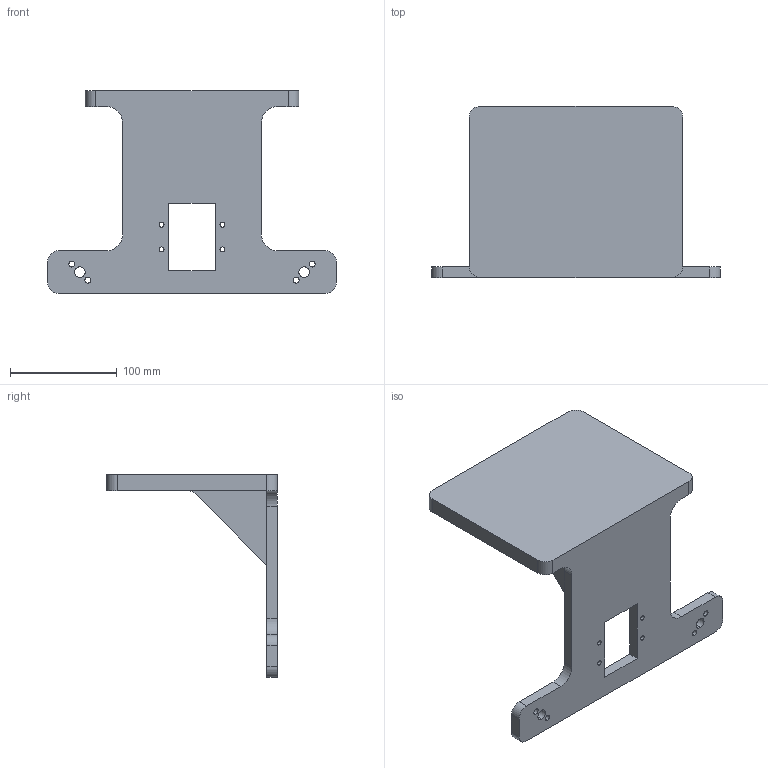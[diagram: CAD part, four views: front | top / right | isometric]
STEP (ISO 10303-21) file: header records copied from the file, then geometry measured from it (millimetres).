
FILE_DESCRIPTION (( 'STEP AP203' ), '1' );
FILE_NAME ('Seitenteil_B_SW2021.STEP', '2022-01-17T14:14:36', ( '' ), ( '' ), 'SwSTEP 2.0', 'SolidWorks 2021', '' );
FILE_SCHEMA (( 'CONFIG_CONTROL_DESIGN' ));
Length unit declared in the file: millimetre
Products named in the file (1): Seitenteil_B_SW2021
Bounding box: 270 x 160 x 190 mm (x, y, z)
Volume: 782032.6 mm3; surface area: 144087.8 mm2
Topology: 1 solids, 1 shells, 60 faces, 174 edges, 116 vertices
Faces by surface type: cylinder 36, plane 24
Entity records: 2131 total; most frequent: DIRECTION 368, CARTESIAN_POINT 351, ORIENTED_EDGE 348, EDGE_CURVE 174, AXIS2_PLACEMENT_3D 133, VERTEX_POINT 116, VECTOR 102, LINE 102
